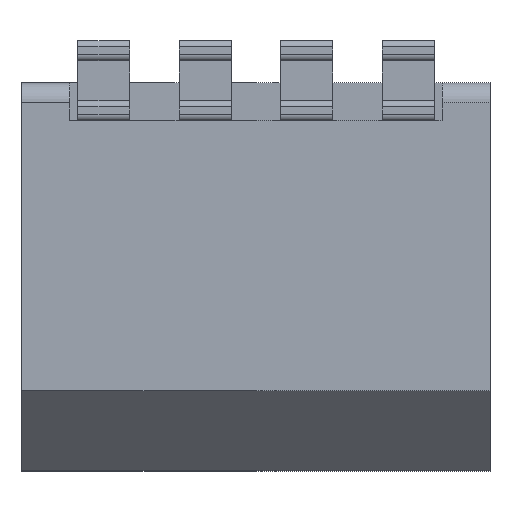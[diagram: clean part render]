
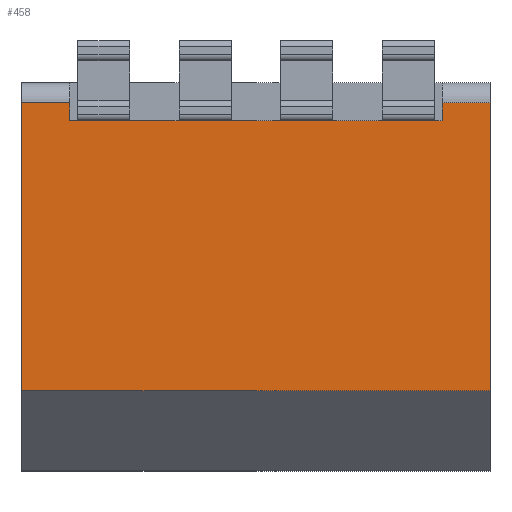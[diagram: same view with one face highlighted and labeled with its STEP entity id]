
A CAD part, top view. The second image highlights one B-rep face of the part: STEP entity #458.
In plain terms, the highlighted planar face has unit normal (0, 0, 1).
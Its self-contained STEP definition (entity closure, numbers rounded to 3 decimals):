
#40 = VERTEX_POINT('',#41);
#41 = CARTESIAN_POINT('',(-5.85,4.35,9.4));
#48 = EDGE_CURVE('',#40,#49,#51,.T.);
#49 = VERTEX_POINT('',#50);
#50 = CARTESIAN_POINT('',(-5.85,-2.85,9.4));
#51 = LINE('',#52,#53);
#52 = CARTESIAN_POINT('',(-5.85,4.35,9.4));
#53 = VECTOR('',#54,1.);
#54 = DIRECTION('',(0.,-1.,0.));
#438 = VERTEX_POINT('',#439);
#439 = CARTESIAN_POINT('',(-4.65,4.35,9.4));
#448 = EDGE_CURVE('',#438,#40,#449,.T.);
#449 = LINE('',#450,#451);
#450 = CARTESIAN_POINT('',(0.,4.35,9.4));
#451 = VECTOR('',#452,1.);
#452 = DIRECTION('',(-1.,0.,0.));
#458 = ADVANCED_FACE('',(#459),#509,.T.);
#459 = FACE_BOUND('',#460,.T.);
#460 = EDGE_LOOP('',(#461,#471,#479,#485,#486,#487,#495,#503));
#461 = ORIENTED_EDGE('',*,*,#462,.T.);
#462 = EDGE_CURVE('',#463,#465,#467,.T.);
#463 = VERTEX_POINT('',#464);
#464 = CARTESIAN_POINT('',(4.65,4.35,9.4));
#465 = VERTEX_POINT('',#466);
#466 = CARTESIAN_POINT('',(4.65,3.9,9.4));
#467 = LINE('',#468,#469);
#468 = CARTESIAN_POINT('',(4.65,4.85,9.4));
#469 = VECTOR('',#470,1.);
#470 = DIRECTION('',(0.,-1.,0.));
#471 = ORIENTED_EDGE('',*,*,#472,.F.);
#472 = EDGE_CURVE('',#473,#465,#475,.T.);
#473 = VERTEX_POINT('',#474);
#474 = CARTESIAN_POINT('',(-4.65,3.9,9.4));
#475 = LINE('',#476,#477);
#476 = CARTESIAN_POINT('',(0.,3.9,9.4));
#477 = VECTOR('',#478,1.);
#478 = DIRECTION('',(1.,0.,0.));
#479 = ORIENTED_EDGE('',*,*,#480,.F.);
#480 = EDGE_CURVE('',#438,#473,#481,.T.);
#481 = LINE('',#482,#483);
#482 = CARTESIAN_POINT('',(-4.65,4.85,9.4));
#483 = VECTOR('',#484,1.);
#484 = DIRECTION('',(0.,-1.,0.));
#485 = ORIENTED_EDGE('',*,*,#448,.T.);
#486 = ORIENTED_EDGE('',*,*,#48,.T.);
#487 = ORIENTED_EDGE('',*,*,#488,.T.);
#488 = EDGE_CURVE('',#49,#489,#491,.T.);
#489 = VERTEX_POINT('',#490);
#490 = CARTESIAN_POINT('',(5.85,-2.85,9.4));
#491 = LINE('',#492,#493);
#492 = CARTESIAN_POINT('',(0.,-2.85,9.4));
#493 = VECTOR('',#494,1.);
#494 = DIRECTION('',(1.,0.,0.));
#495 = ORIENTED_EDGE('',*,*,#496,.F.);
#496 = EDGE_CURVE('',#497,#489,#499,.T.);
#497 = VERTEX_POINT('',#498);
#498 = CARTESIAN_POINT('',(5.85,4.35,9.4));
#499 = LINE('',#500,#501);
#500 = CARTESIAN_POINT('',(5.85,4.35,9.4));
#501 = VECTOR('',#502,1.);
#502 = DIRECTION('',(0.,-1.,0.));
#503 = ORIENTED_EDGE('',*,*,#504,.F.);
#504 = EDGE_CURVE('',#463,#497,#505,.T.);
#505 = LINE('',#506,#507);
#506 = CARTESIAN_POINT('',(0.,4.35,9.4));
#507 = VECTOR('',#508,1.);
#508 = DIRECTION('',(1.,0.,0.));
#509 = PLANE('',#510);
#510 = AXIS2_PLACEMENT_3D('',#511,#512,#513);
#511 = CARTESIAN_POINT('',(0.,0.72,9.4));
#512 = DIRECTION('',(0.,0.,1.));
#513 = DIRECTION('',(1.,0.,0.));
